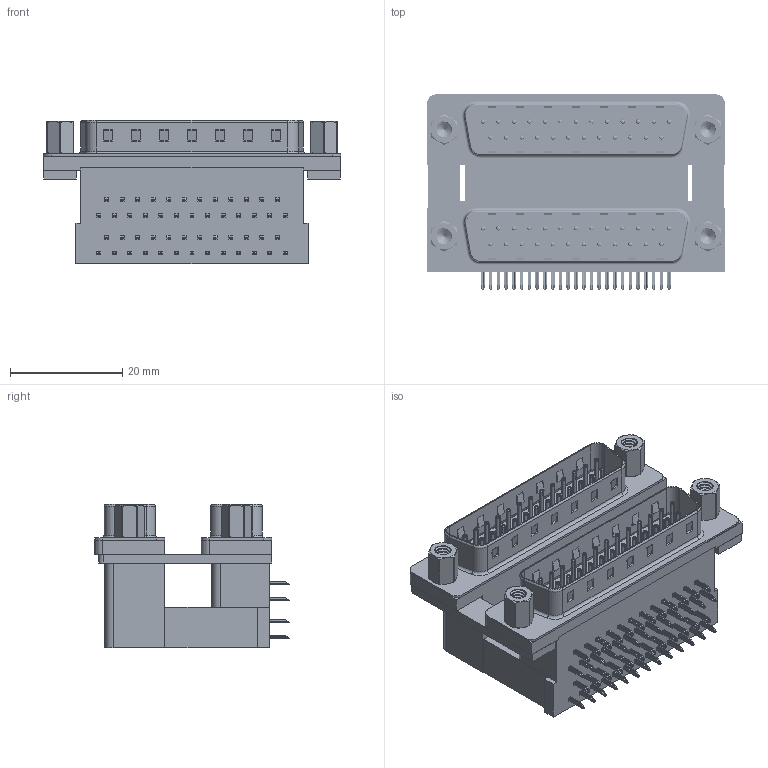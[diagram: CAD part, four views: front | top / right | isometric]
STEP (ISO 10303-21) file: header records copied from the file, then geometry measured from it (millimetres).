
FILE_DESCRIPTION (( 'STEP AP203' ), '1' );
FILE_NAME ('661-025-664-006.STEP', '2020-09-11T00:26:36', ( '' ), ( '' ), 'SwSTEP 2.0', 'SolidWorks 2020', '' );
FILE_SCHEMA (( 'CONFIG_CONTROL_DESIGN' ));
Length unit declared in the file: millimetre
Products named in the file (12): 661 Contact Top Lower; 661 Threaded Rivet_4-40; 661 4-40 Hex Standoff 5; 661 Housing Upper_25 Contacts M; 661 Mounting Bracket_NoneM; 661 Housing Lower_25 Contacts; 661 Shell_25 Contacts; 661-025-664-006; 661 Contact Bottom Upper_M; 661 Contact Top Upper_M; 661 Housing Spacer_25 Contacts M; 661 Contact Bottom Lower
Assembly tree (65 placements, depth 2):
  661-025-664-006
    661 Housing Lower_25 Contacts
    661 Housing Spacer_25 Contacts M
    661 Housing Upper_25 Contacts M
    661 Shell_25 Contacts  x2
    661 Contact Bottom Lower  x12
    661 Contact Top Lower  x13
    661 Contact Bottom Upper_M  x12
    661 Contact Top Upper_M  x13
    661 Mounting Bracket_NoneM  x2
    661 Threaded Rivet_4-40  x4
    661 4-40 Hex Standoff 5  x4
Bounding box: 53.04 x 34.78 x 25.6 mm (x, y, z)
Volume: 21439.5 mm3; surface area: 22622.3 mm2
Topology: 65 solids, 65 shells, 4846 faces, 12088 edges, 7498 vertices
Faces by surface type: plane 2978, cylinder 1410, torus 362, cone 60, bspline 36
Entity records: 44658 total; most frequent: CARTESIAN_POINT 11238, DIRECTION 6292, ORIENTED_EDGE 6284, EDGE_CURVE 3142, LINE 2324, VECTOR 2324, VERTEX_POINT 2031, AXIS2_PLACEMENT_3D 1984
